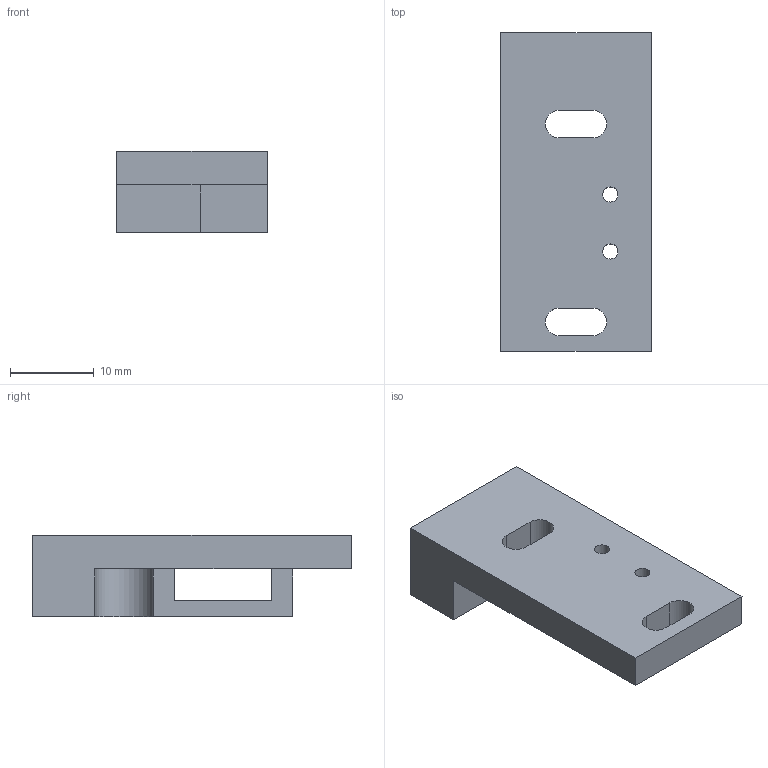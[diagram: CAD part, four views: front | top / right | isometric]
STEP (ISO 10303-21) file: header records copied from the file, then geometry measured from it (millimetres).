
FILE_DESCRIPTION(/* description */ (''),/* implementation_level */ '2;1');
FILE_NAME(/* name */ 'V05-01-06-01 - X axis mechanical endstop mount.step',/* time_stamp */ '2021-07-22T00:32:50+03:00',/* author */ (''),/* organization */ (''),/* preprocessor_version */ 'ST-DEVELOPER v18.1',/* originating_system */ 'Autodesk Translation Framework v10.9.0.1377',/* authorisation */ '');
FILE_SCHEMA (('AUTOMOTIVE_DESIGN { 1 0 10303 214 3 1 1 }'));
Length unit declared in the file: millimetre
Products named in the file (1): V05-01-06-01 - X axis mechanical endstop mount
Bounding box: 18 x 38 x 9.7 mm (x, y, z)
Volume: 3615.3 mm3; surface area: 2687.3 mm2
Topology: 1 solids, 1 shells, 33 faces, 96 edges, 64 vertices
Faces by surface type: plane 24, cylinder 9
Full cylindrical faces by diameter (mm): 1.8 x4
Entity records: 1156 total; most frequent: CARTESIAN_POINT 194, ORIENTED_EDGE 192, DIRECTION 182, EDGE_CURVE 96, LINE 78, VECTOR 78, VERTEX_POINT 64, AXIS2_PLACEMENT_3D 52
